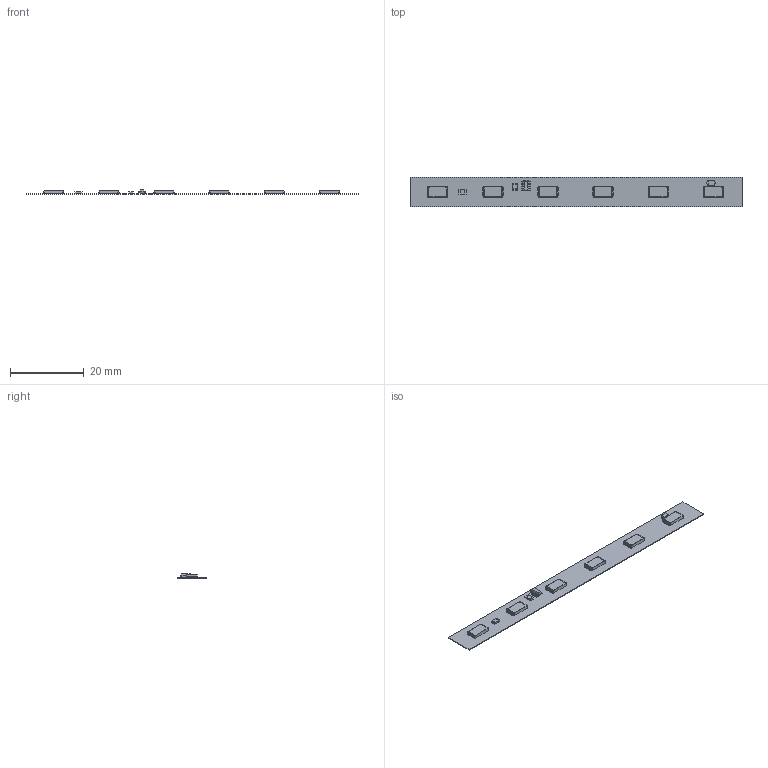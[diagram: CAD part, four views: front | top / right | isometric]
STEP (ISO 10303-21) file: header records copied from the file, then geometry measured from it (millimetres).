
FILE_DESCRIPTION(('STEP AP203'),'1');
FILE_NAME('76285.stp','2017-01-26T12:48:55',('TraceParts'),('TraceParts S.A.'),'Spatial InterOp 3D',' ',' ');
FILE_SCHEMA(('CONFIG_CONTROL_DESIGN'));
Length unit declared in the file: millimetre
Products named in the file (13): 1; 2; 3; 4; 5; 6; 7; 8; 9; 10; 11; 12; 13
Bounding box: 90 x 8 x 1.29 mm (x, y, z)
Volume: 223.1 mm3; surface area: 1794.9 mm2
Topology: 13 solids, 13 shells, 808 faces, 2184 edges, 1432 vertices
Faces by surface type: plane 568, cylinder 240
Entity records: 25784 total; most frequent: CARTESIAN_POINT 4437, ORIENTED_EDGE 4368, DIRECTION 4306, EDGE_CURVE 2184, LINE 1704, VECTOR 1704, VERTEX_POINT 1432, AXIS2_PLACEMENT_3D 1301
